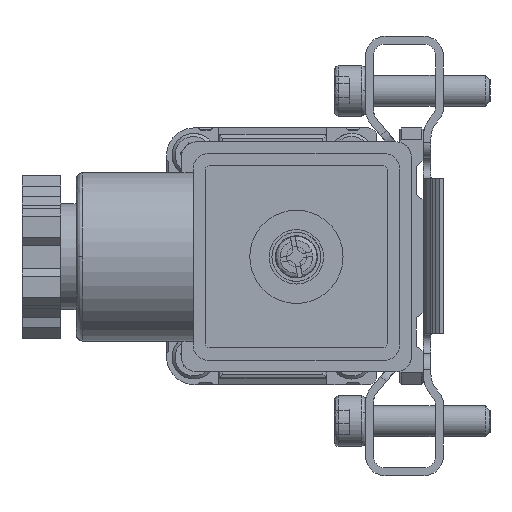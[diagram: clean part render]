
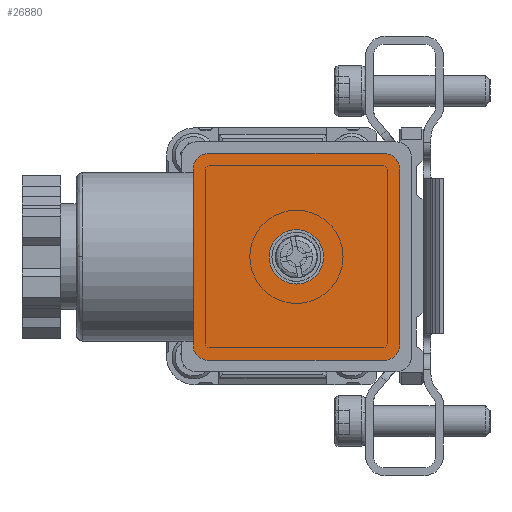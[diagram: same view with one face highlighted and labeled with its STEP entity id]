
A CAD part, left-side view. The second image highlights one B-rep face of the part: STEP entity #26880.
In plain terms, the highlighted planar face has unit normal (-1, 0, 0).
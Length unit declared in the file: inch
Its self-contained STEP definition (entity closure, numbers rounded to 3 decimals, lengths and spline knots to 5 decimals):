
#108 = CARTESIAN_POINT ( 'NONE',  ( -1.07087, 0.11811, 0.20156 ) ) ;
#659 = EDGE_CURVE ( 'NONE', #17597, #9879, #21293, .T. ) ;
#1036 = DIRECTION ( 'NONE',  ( 0., 0., -1. ) ) ;
#1476 = AXIS2_PLACEMENT_3D ( 'NONE', #9108, #21360, #4450 ) ;
#1523 = CARTESIAN_POINT ( 'NONE',  ( -1.07087, 1.16535, 0.20156 ) ) ;
#2741 = CARTESIAN_POINT ( 'NONE',  ( -1.07087, 1.08661, 0.20156 ) ) ;
#3362 = CIRCLE ( 'NONE', #7821, 0.1378 ) ;
#3788 = VERTEX_POINT ( 'NONE', #24841 ) ;
#4367 = ORIENTED_EDGE ( 'NONE', *, *, #659, .F. ) ;
#4450 = DIRECTION ( 'NONE',  ( 0., -1., 0. ) ) ;
#5564 = CARTESIAN_POINT ( 'NONE',  ( -1.07087, 0.19685, 1.09133 ) ) ;
#5804 = DIRECTION ( 'NONE',  ( -1., 0., 0. ) ) ;
#6085 = VERTEX_POINT ( 'NONE', #18248 ) ;
#6251 = ORIENTED_EDGE ( 'NONE', *, *, #28939, .F. ) ;
#6294 = EDGE_LOOP ( 'NONE', ( #24334, #10262, #10465, #19290, #22667, #10427, #4367, #6251 ) ) ;
#6686 = CARTESIAN_POINT ( 'NONE',  ( -1.07087, 0.19685, 1.17007 ) ) ;
#6852 = EDGE_CURVE ( 'NONE', #23350, #6085, #27361, .T. ) ;
#7051 = VERTEX_POINT ( 'NONE', #11866 ) ;
#7330 = VECTOR ( 'NONE', #1036, 39.37008 ) ;
#7449 = CIRCLE ( 'NONE', #1476, 0.07874 ) ;
#7821 = AXIS2_PLACEMENT_3D ( 'NONE', #12497, #5804, #26772 ) ;
#9033 = ORIENTED_EDGE ( 'NONE', *, *, #19439, .F. ) ;
#9108 = CARTESIAN_POINT ( 'NONE',  ( -1.07087, 1.08661, 1.09133 ) ) ;
#9879 = VERTEX_POINT ( 'NONE', #23176 ) ;
#9895 = VERTEX_POINT ( 'NONE', #25187 ) ;
#10095 = VERTEX_POINT ( 'NONE', #6686 ) ;
#10262 = ORIENTED_EDGE ( 'NONE', *, *, #6852, .F. ) ;
#10427 = ORIENTED_EDGE ( 'NONE', *, *, #30352, .F. ) ;
#10465 = ORIENTED_EDGE ( 'NONE', *, *, #19120, .F. ) ;
#10673 = DIRECTION ( 'NONE',  ( 1., 0., 0. ) ) ;
#10956 = DIRECTION ( 'NONE',  ( 0., 1., 0. ) ) ;
#11064 = CARTESIAN_POINT ( 'NONE',  ( -1.07087, 0.64173, 0.50865 ) ) ;
#11866 = CARTESIAN_POINT ( 'NONE',  ( -1.07087, 0.11811, 1.09133 ) ) ;
#11876 = CIRCLE ( 'NONE', #17792, 0.07874 ) ;
#12497 = CARTESIAN_POINT ( 'NONE',  ( -1.07087, 0.64173, 0.64645 ) ) ;
#13011 = DIRECTION ( 'NONE',  ( 1., 0., 0. ) ) ;
#13159 = PLANE ( 'NONE',  #16479 ) ;
#14318 = CARTESIAN_POINT ( 'NONE',  ( -1.07087, 1.16535, 0.12282 ) ) ;
#14711 = DIRECTION ( 'NONE',  ( 0., -1., 0. ) ) ;
#15464 = LINE ( 'NONE', #30050, #22797 ) ;
#15783 = DIRECTION ( 'NONE',  ( 0., 0., 1. ) ) ;
#15893 = CIRCLE ( 'NONE', #22851, 0.07874 ) ;
#16479 = AXIS2_PLACEMENT_3D ( 'NONE', #28193, #30534, #15783 ) ;
#17597 = VERTEX_POINT ( 'NONE', #1523 ) ;
#17792 = AXIS2_PLACEMENT_3D ( 'NONE', #2741, #24482, #14711 ) ;
#18248 = CARTESIAN_POINT ( 'NONE',  ( -1.07087, 0.19685, 0.12282 ) ) ;
#18798 = VERTEX_POINT ( 'NONE', #11064 ) ;
#19120 = EDGE_CURVE ( 'NONE', #7051, #23350, #29131, .T. ) ;
#19290 = ORIENTED_EDGE ( 'NONE', *, *, #25555, .F. ) ;
#19439 = EDGE_CURVE ( 'NONE', #18798, #18798, #3362, .T. ) ;
#19494 = VECTOR ( 'NONE', #20050, 39.37008 ) ;
#20050 = DIRECTION ( 'NONE',  ( 0., -1., 0. ) ) ;
#20937 = AXIS2_PLACEMENT_3D ( 'NONE', #21873, #10673, #26530 ) ;
#21293 = LINE ( 'NONE', #14318, #22264 ) ;
#21360 = DIRECTION ( 'NONE',  ( 1., 0., 0. ) ) ;
#21873 = CARTESIAN_POINT ( 'NONE',  ( -1.07087, 0.19685, 0.20156 ) ) ;
#22264 = VECTOR ( 'NONE', #23777, 39.37008 ) ;
#22290 = CARTESIAN_POINT ( 'NONE',  ( -1.07087, 0.11811, 0.12282 ) ) ;
#22533 = LINE ( 'NONE', #29372, #19494 ) ;
#22667 = ORIENTED_EDGE ( 'NONE', *, *, #28536, .F. ) ;
#22797 = VECTOR ( 'NONE', #10956, 39.37008 ) ;
#22851 = AXIS2_PLACEMENT_3D ( 'NONE', #5564, #13011, #29448 ) ;
#23176 = CARTESIAN_POINT ( 'NONE',  ( -1.07087, 1.16535, 1.09133 ) ) ;
#23350 = VERTEX_POINT ( 'NONE', #108 ) ;
#23558 = EDGE_CURVE ( 'NONE', #6085, #9895, #15464, .T. ) ;
#23777 = DIRECTION ( 'NONE',  ( 0., 0., 1. ) ) ;
#24334 = ORIENTED_EDGE ( 'NONE', *, *, #23558, .F. ) ;
#24482 = DIRECTION ( 'NONE',  ( 1., 0., 0. ) ) ;
#24825 = EDGE_LOOP ( 'NONE', ( #9033 ) ) ;
#24841 = CARTESIAN_POINT ( 'NONE',  ( -1.07087, 1.08661, 1.17007 ) ) ;
#25187 = CARTESIAN_POINT ( 'NONE',  ( -1.07087, 1.08661, 0.12282 ) ) ;
#25555 = EDGE_CURVE ( 'NONE', #10095, #7051, #15893, .T. ) ;
#26530 = DIRECTION ( 'NONE',  ( 0., -1., 0. ) ) ;
#26772 = DIRECTION ( 'NONE',  ( 0., 0., -1. ) ) ;
#26880 = ADVANCED_FACE ( 'NONE', ( #27579, #29596 ), #13159, .F. ) ;
#27361 = CIRCLE ( 'NONE', #20937, 0.07874 ) ;
#27579 = FACE_OUTER_BOUND ( 'NONE', #6294, .T. ) ;
#28193 = CARTESIAN_POINT ( 'NONE',  ( -1.07087, 1.16535, 0.12282 ) ) ;
#28536 = EDGE_CURVE ( 'NONE', #3788, #10095, #22533, .T. ) ;
#28939 = EDGE_CURVE ( 'NONE', #9895, #17597, #11876, .T. ) ;
#29131 = LINE ( 'NONE', #22290, #7330 ) ;
#29372 = CARTESIAN_POINT ( 'NONE',  ( -1.07087, 1.16535, 1.17007 ) ) ;
#29448 = DIRECTION ( 'NONE',  ( 0., -1., 0. ) ) ;
#29596 = FACE_BOUND ( 'NONE', #24825, .T. ) ;
#30050 = CARTESIAN_POINT ( 'NONE',  ( -1.07087, 1.16535, 0.12282 ) ) ;
#30352 = EDGE_CURVE ( 'NONE', #9879, #3788, #7449, .T. ) ;
#30534 = DIRECTION ( 'NONE',  ( 1., 0., 0. ) ) ;
